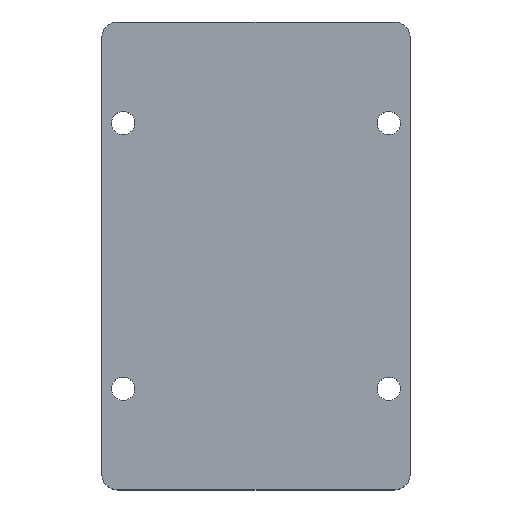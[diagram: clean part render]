
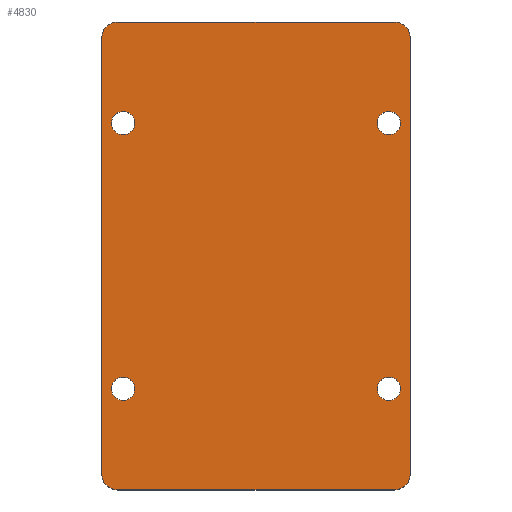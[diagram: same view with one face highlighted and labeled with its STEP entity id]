
A CAD part, top view. The second image highlights one B-rep face of the part: STEP entity #4830.
In plain terms, the highlighted planar face has unit normal (0, 0, 1).
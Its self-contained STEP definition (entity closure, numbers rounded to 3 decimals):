
#401=CIRCLE('',#5412,1.1);
#403=CIRCLE('',#5415,1.1);
#405=CIRCLE('',#5418,1.1);
#407=CIRCLE('',#5421,1.1);
#410=CIRCLE('',#5425,1.5);
#412=CIRCLE('',#5429,1.5);
#414=CIRCLE('',#5433,1.5);
#416=CIRCLE('',#5437,1.5);
#561=FACE_BOUND('',#1503,.T.);
#562=FACE_BOUND('',#1504,.T.);
#563=FACE_BOUND('',#1505,.T.);
#564=FACE_BOUND('',#1506,.T.);
#1044=FACE_OUTER_BOUND('',#1502,.T.);
#1502=EDGE_LOOP('',(#4254,#4255,#4256,#4257,#4258,#4259,#4260,#4261));
#1503=EDGE_LOOP('',(#4262));
#1504=EDGE_LOOP('',(#4263));
#1505=EDGE_LOOP('',(#4264));
#1506=EDGE_LOOP('',(#4265));
#1829=LINE('',#8221,#2143);
#1833=LINE('',#8233,#2147);
#1837=LINE('',#8245,#2151);
#1841=LINE('',#8255,#2155);
#2143=VECTOR('',#6888,10.);
#2147=VECTOR('',#6900,10.);
#2151=VECTOR('',#6912,10.);
#2155=VECTOR('',#6924,10.);
#2516=VERTEX_POINT('',#8185);
#2518=VERTEX_POINT('',#8191);
#2520=VERTEX_POINT('',#8197);
#2522=VERTEX_POINT('',#8203);
#2526=VERTEX_POINT('',#8212);
#2527=VERTEX_POINT('',#8214);
#2529=VERTEX_POINT('',#8220);
#2531=VERTEX_POINT('',#8226);
#2533=VERTEX_POINT('',#8232);
#2535=VERTEX_POINT('',#8238);
#2537=VERTEX_POINT('',#8244);
#2539=VERTEX_POINT('',#8250);
#3086=EDGE_CURVE('',#2516,#2516,#401,.T.);
#3089=EDGE_CURVE('',#2518,#2518,#403,.T.);
#3092=EDGE_CURVE('',#2520,#2520,#405,.T.);
#3095=EDGE_CURVE('',#2522,#2522,#407,.T.);
#3100=EDGE_CURVE('',#2527,#2526,#410,.T.);
#3103=EDGE_CURVE('',#2529,#2527,#1829,.T.);
#3106=EDGE_CURVE('',#2531,#2529,#412,.T.);
#3109=EDGE_CURVE('',#2533,#2531,#1833,.T.);
#3112=EDGE_CURVE('',#2535,#2533,#414,.T.);
#3115=EDGE_CURVE('',#2537,#2535,#1837,.T.);
#3118=EDGE_CURVE('',#2539,#2537,#416,.T.);
#3121=EDGE_CURVE('',#2526,#2539,#1841,.T.);
#4254=ORIENTED_EDGE('',*,*,#3121,.T.);
#4255=ORIENTED_EDGE('',*,*,#3118,.T.);
#4256=ORIENTED_EDGE('',*,*,#3115,.T.);
#4257=ORIENTED_EDGE('',*,*,#3112,.T.);
#4258=ORIENTED_EDGE('',*,*,#3109,.T.);
#4259=ORIENTED_EDGE('',*,*,#3106,.T.);
#4260=ORIENTED_EDGE('',*,*,#3103,.T.);
#4261=ORIENTED_EDGE('',*,*,#3100,.T.);
#4262=ORIENTED_EDGE('',*,*,#3095,.T.);
#4263=ORIENTED_EDGE('',*,*,#3092,.T.);
#4264=ORIENTED_EDGE('',*,*,#3089,.T.);
#4265=ORIENTED_EDGE('',*,*,#3086,.T.);
#4508=PLANE('',#5439);
#4830=ADVANCED_FACE('',(#1044,#561,#562,#563,#564),#4508,.T.);
#5412=AXIS2_PLACEMENT_3D('',#8186,#6851,#6852);
#5415=AXIS2_PLACEMENT_3D('',#8192,#6858,#6859);
#5418=AXIS2_PLACEMENT_3D('',#8198,#6865,#6866);
#5421=AXIS2_PLACEMENT_3D('',#8204,#6872,#6873);
#5425=AXIS2_PLACEMENT_3D('',#8215,#6882,#6883);
#5429=AXIS2_PLACEMENT_3D('',#8227,#6894,#6895);
#5433=AXIS2_PLACEMENT_3D('',#8239,#6906,#6907);
#5437=AXIS2_PLACEMENT_3D('',#8251,#6918,#6919);
#5439=AXIS2_PLACEMENT_3D('',#8256,#6925,#6926);
#6851=DIRECTION('center_axis',(0.,0.,-1.));
#6852=DIRECTION('ref_axis',(1.,0.,0.));
#6858=DIRECTION('center_axis',(0.,0.,-1.));
#6859=DIRECTION('ref_axis',(1.,0.,0.));
#6865=DIRECTION('center_axis',(0.,0.,-1.));
#6866=DIRECTION('ref_axis',(1.,0.,0.));
#6872=DIRECTION('center_axis',(0.,0.,-1.));
#6873=DIRECTION('ref_axis',(1.,0.,0.));
#6882=DIRECTION('center_axis',(0.,0.,1.));
#6883=DIRECTION('ref_axis',(0.,1.,0.));
#6888=DIRECTION('',(-1.,0.,0.));
#6894=DIRECTION('center_axis',(0.,0.,1.));
#6895=DIRECTION('ref_axis',(1.,0.,0.));
#6900=DIRECTION('',(0.,1.,0.));
#6906=DIRECTION('center_axis',(0.,0.,1.));
#6907=DIRECTION('ref_axis',(0.,-1.,0.));
#6912=DIRECTION('',(1.,0.,0.));
#6918=DIRECTION('center_axis',(0.,0.,1.));
#6919=DIRECTION('ref_axis',(-1.,0.,0.));
#6924=DIRECTION('',(0.,-1.,0.));
#6925=DIRECTION('center_axis',(0.,0.,1.));
#6926=DIRECTION('ref_axis',(1.,0.,0.));
#8185=CARTESIAN_POINT('',(11.4,12.5,7.));
#8186=CARTESIAN_POINT('Origin',(12.5,12.5,7.));
#8191=CARTESIAN_POINT('',(-13.6,12.5,7.));
#8192=CARTESIAN_POINT('Origin',(-12.5,12.5,7.));
#8197=CARTESIAN_POINT('',(-13.6,-12.5,7.));
#8198=CARTESIAN_POINT('Origin',(-12.5,-12.5,7.));
#8203=CARTESIAN_POINT('',(11.4,-12.5,7.));
#8204=CARTESIAN_POINT('Origin',(12.5,-12.5,7.));
#8212=CARTESIAN_POINT('',(-14.5,20.5,7.));
#8214=CARTESIAN_POINT('',(-13.,22.,7.));
#8215=CARTESIAN_POINT('Origin',(-13.,20.5,7.));
#8220=CARTESIAN_POINT('',(13.,22.,7.));
#8221=CARTESIAN_POINT('',(13.,22.,7.));
#8226=CARTESIAN_POINT('',(14.5,20.5,7.));
#8227=CARTESIAN_POINT('Origin',(13.,20.5,7.));
#8232=CARTESIAN_POINT('',(14.5,-20.5,7.));
#8233=CARTESIAN_POINT('',(14.5,-20.5,7.));
#8238=CARTESIAN_POINT('',(13.,-22.,7.));
#8239=CARTESIAN_POINT('Origin',(13.,-20.5,7.));
#8244=CARTESIAN_POINT('',(-13.,-22.,7.));
#8245=CARTESIAN_POINT('',(-13.,-22.,7.));
#8250=CARTESIAN_POINT('',(-14.5,-20.5,7.));
#8251=CARTESIAN_POINT('Origin',(-13.,-20.5,7.));
#8255=CARTESIAN_POINT('',(-14.5,20.5,7.));
#8256=CARTESIAN_POINT('Origin',(0.,0.,7.));
